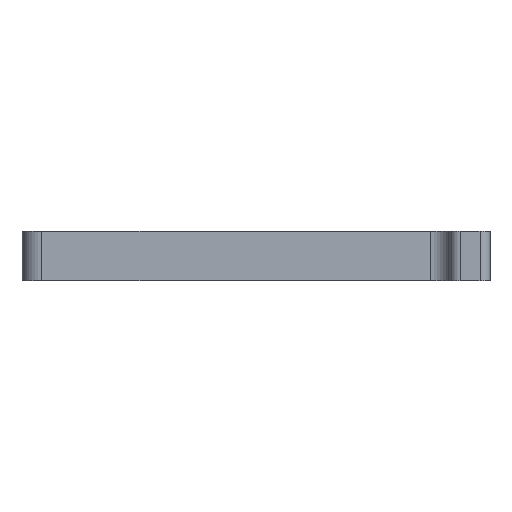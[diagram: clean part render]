
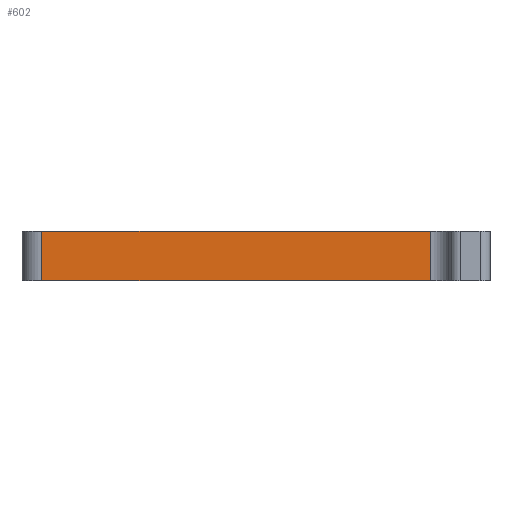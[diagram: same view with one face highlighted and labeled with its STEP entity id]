
A CAD part, front view. The second image highlights one B-rep face of the part: STEP entity #602.
In plain terms, the highlighted planar face has unit normal (0, -1, 0).
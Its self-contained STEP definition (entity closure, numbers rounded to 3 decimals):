
#6 = VERTEX_POINT ( 'NONE', #406 ) ;
#43 = ORIENTED_EDGE ( 'NONE', *, *, #700, .T. ) ;
#49 = CARTESIAN_POINT ( 'NONE',  ( 19.5, -8., 5. ) ) ;
#68 = FACE_OUTER_BOUND ( 'NONE', #352, .T. ) ;
#69 = ORIENTED_EDGE ( 'NONE', *, *, #355, .F. ) ;
#86 = DIRECTION ( 'NONE',  ( 0., 0., -1. ) ) ;
#131 = CARTESIAN_POINT ( 'NONE',  ( -19.5, -8., 5. ) ) ;
#160 = CARTESIAN_POINT ( 'NONE',  ( -19.5, -8., 0. ) ) ;
#162 = CARTESIAN_POINT ( 'NONE',  ( -19.5, -8., 0. ) ) ;
#180 = LINE ( 'NONE', #131, #664 ) ;
#250 = VERTEX_POINT ( 'NONE', #371 ) ;
#257 = VECTOR ( 'NONE', #445, 1000. ) ;
#286 = CARTESIAN_POINT ( 'NONE',  ( -19.5, -8., 5. ) ) ;
#292 = DIRECTION ( 'NONE',  ( 0., 0., 1. ) ) ;
#309 = EDGE_CURVE ( 'NONE', #250, #364, #327, .T. ) ;
#327 = LINE ( 'NONE', #49, #257 ) ;
#352 = EDGE_LOOP ( 'NONE', ( #585, #429, #69, #43 ) ) ;
#355 = EDGE_CURVE ( 'NONE', #6, #250, #180, .T. ) ;
#360 = DIRECTION ( 'NONE',  ( 1., 0., 0. ) ) ;
#364 = VERTEX_POINT ( 'NONE', #600 ) ;
#371 = CARTESIAN_POINT ( 'NONE',  ( 19.5, -8., 5. ) ) ;
#388 = VECTOR ( 'NONE', #86, 1000. ) ;
#399 = DIRECTION ( 'NONE',  ( 1., 0., 0. ) ) ;
#406 = CARTESIAN_POINT ( 'NONE',  ( -19.5, -8., 5. ) ) ;
#429 = ORIENTED_EDGE ( 'NONE', *, *, #309, .F. ) ;
#445 = DIRECTION ( 'NONE',  ( 0., 0., -1. ) ) ;
#470 = PLANE ( 'NONE',  #626 ) ;
#509 = LINE ( 'NONE', #286, #388 ) ;
#531 = DIRECTION ( 'NONE',  ( 0., 1., 0. ) ) ;
#564 = EDGE_CURVE ( 'NONE', #641, #364, #691, .T. ) ;
#579 = CARTESIAN_POINT ( 'NONE',  ( -19.5, -8., 5. ) ) ;
#585 = ORIENTED_EDGE ( 'NONE', *, *, #564, .T. ) ;
#600 = CARTESIAN_POINT ( 'NONE',  ( 19.5, -8., 0. ) ) ;
#602 = ADVANCED_FACE ( 'NONE', ( #68 ), #470, .F. ) ;
#626 = AXIS2_PLACEMENT_3D ( 'NONE', #579, #531, #292 ) ;
#641 = VERTEX_POINT ( 'NONE', #162 ) ;
#664 = VECTOR ( 'NONE', #360, 1000. ) ;
#691 = LINE ( 'NONE', #160, #736 ) ;
#700 = EDGE_CURVE ( 'NONE', #6, #641, #509, .T. ) ;
#736 = VECTOR ( 'NONE', #399, 1000. ) ;
